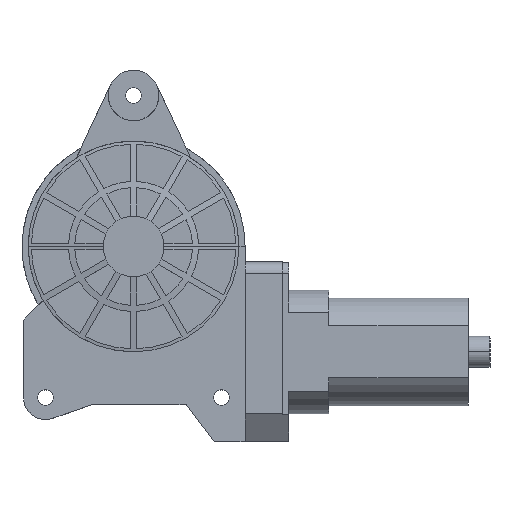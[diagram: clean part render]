
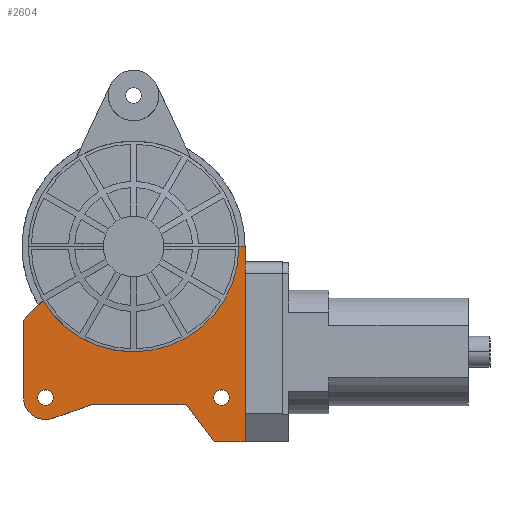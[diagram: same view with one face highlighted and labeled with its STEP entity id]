
A CAD part, top view. The second image highlights one B-rep face of the part: STEP entity #2604.
In plain terms, the highlighted planar face has unit normal (0, 0, 1).
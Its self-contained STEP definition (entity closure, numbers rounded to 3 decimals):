
#139 = VERTEX_POINT ( 'NONE', #3091 ) ;
#194 = VERTEX_POINT ( 'NONE', #3241 ) ;
#196 = EDGE_CURVE ( 'NONE', #194, #197, #3240, .T. ) ;
#197 = VERTEX_POINT ( 'NONE', #3235 ) ;
#271 = VERTEX_POINT ( 'NONE', #3440 ) ;
#273 = EDGE_CURVE ( 'NONE', #271, #274, #3439, .T. ) ;
#274 = VERTEX_POINT ( 'NONE', #3434 ) ;
#1244 = VERTEX_POINT ( 'NONE', #6400 ) ;
#1730 = VERTEX_POINT ( 'NONE', #7973 ) ;
#1773 = EDGE_CURVE ( 'NONE', #1845, #1774, #8076, .T. ) ;
#1774 = VERTEX_POINT ( 'NONE', #8128 ) ;
#1787 = EDGE_CURVE ( 'NONE', #1730, #1788, #8106, .T. ) ;
#1788 = VERTEX_POINT ( 'NONE', #8102 ) ;
#1795 = EDGE_CURVE ( 'NONE', #1244, #1796, #8133, .T. ) ;
#1796 = VERTEX_POINT ( 'NONE', #8192 ) ;
#1808 = EDGE_CURVE ( 'NONE', #1821, #1730, #8173, .T. ) ;
#1816 = EDGE_CURVE ( 'NONE', #7093, #139, #8214, .T. ) ;
#1820 = EDGE_CURVE ( 'NONE', #1837, #1821, #8239, .T. ) ;
#1821 = VERTEX_POINT ( 'NONE', #8235 ) ;
#1836 = EDGE_CURVE ( 'NONE', #1774, #1837, #8294, .T. ) ;
#1837 = VERTEX_POINT ( 'NONE', #8290 ) ;
#1844 = EDGE_CURVE ( 'NONE', #1796, #1845, #8321, .T. ) ;
#1845 = VERTEX_POINT ( 'NONE', #8317 ) ;
#1877 = EDGE_CURVE ( 'NONE', #197, #194, #8408, .T. ) ;
#1882 = VERTEX_POINT ( 'NONE', #8435 ) ;
#1884 = EDGE_CURVE ( 'NONE', #1882, #1244, #8433, .T. ) ;
#2590 = ORIENTED_EDGE ( 'NONE', *, *, #1836, .F. ) ;
#2591 = ORIENTED_EDGE ( 'NONE', *, *, #1773, .F. ) ;
#2592 = ORIENTED_EDGE ( 'NONE', *, *, #1844, .F. ) ;
#2593 = ORIENTED_EDGE ( 'NONE', *, *, #1795, .F. ) ;
#2594 = ORIENTED_EDGE ( 'NONE', *, *, #1884, .F. ) ;
#2595 = ORIENTED_EDGE ( 'NONE', *, *, #2596, .F. ) ;
#2596 = EDGE_CURVE ( 'NONE', #274, #1882, #10835, .T. ) ;
#2597 = ORIENTED_EDGE ( 'NONE', *, *, #273, .F. ) ;
#2598 = VERTEX_POINT ( 'NONE', #10831 ) ;
#2604 = ADVANCED_FACE ( 'NONE', ( #10820, #10819, #10818 ), #10861, .F. ) ;
#2605 = EDGE_LOOP ( 'NONE', ( #2606, #2607 ) ) ;
#2606 = ORIENTED_EDGE ( 'NONE', *, *, #1877, .F. ) ;
#2607 = ORIENTED_EDGE ( 'NONE', *, *, #196, .F. ) ;
#2608 = EDGE_LOOP ( 'NONE', ( #2609, #2610 ) ) ;
#2609 = ORIENTED_EDGE ( 'NONE', *, *, #1816, .F. ) ;
#2610 = ORIENTED_EDGE ( 'NONE', *, *, #7090, .F. ) ;
#2611 = EDGE_LOOP ( 'NONE', ( #2669, #2590, #2591, #2592, #2593, #2594, #2595, #2597, #2777, #2659, #2660, #2661 ) ) ;
#2624 = EDGE_CURVE ( 'NONE', #1788, #2598, #10913, .T. ) ;
#2658 = EDGE_CURVE ( 'NONE', #2598, #271, #11006, .T. ) ;
#2659 = ORIENTED_EDGE ( 'NONE', *, *, #2624, .F. ) ;
#2660 = ORIENTED_EDGE ( 'NONE', *, *, #1787, .F. ) ;
#2661 = ORIENTED_EDGE ( 'NONE', *, *, #1808, .F. ) ;
#2669 = ORIENTED_EDGE ( 'NONE', *, *, #1820, .F. ) ;
#2777 = ORIENTED_EDGE ( 'NONE', *, *, #2658, .F. ) ;
#3091 = CARTESIAN_POINT ( 'NONE',  ( -30.88, -48.726, 18.8 ) ) ;
#3235 = CARTESIAN_POINT ( 'NONE',  ( 30.88, -48.726, 18.8 ) ) ;
#3236 = DIRECTION ( 'NONE',  ( 1., 0., 0. ) ) ;
#3237 = DIRECTION ( 'NONE',  ( 0., 0., 1. ) ) ;
#3238 = CARTESIAN_POINT ( 'NONE',  ( 28.38, -48.726, 18.8 ) ) ;
#3239 = AXIS2_PLACEMENT_3D ( 'NONE', #3238, #3237, #3236 ) ;
#3240 = CIRCLE ( 'NONE', #3239, 2.5 ) ;
#3241 = CARTESIAN_POINT ( 'NONE',  ( 25.88, -48.726, 18.8 ) ) ;
#3434 = CARTESIAN_POINT ( 'NONE',  ( 34., 0., 18.8 ) ) ;
#3435 = DIRECTION ( 'NONE',  ( 0., -1., 0. ) ) ;
#3436 = DIRECTION ( 'NONE',  ( 0., 0., 1. ) ) ;
#3437 = CARTESIAN_POINT ( 'NONE',  ( 0., 0., 18.8 ) ) ;
#3438 = AXIS2_PLACEMENT_3D ( 'NONE', #3437, #3436, #3435 ) ;
#3439 = CIRCLE ( 'NONE', #3438, 34. ) ;
#3440 = CARTESIAN_POINT ( 'NONE',  ( 0., -34., 18.8 ) ) ;
#6400 = CARTESIAN_POINT ( 'NONE',  ( 36., -5., 18.8 ) ) ;
#7090 = EDGE_CURVE ( 'NONE', #139, #7093, #11246, .T. ) ;
#7093 = VERTEX_POINT ( 'NONE', #11269 ) ;
#7973 = CARTESIAN_POINT ( 'NONE',  ( -35.48, -48.726, 18.8 ) ) ;
#8075 = CARTESIAN_POINT ( 'NONE',  ( 16.926, -51.056, 18.8 ) ) ;
#8076 = LINE ( 'NONE', #8075, #8130 ) ;
#8102 = CARTESIAN_POINT ( 'NONE',  ( -35.48, -23.726, 18.8 ) ) ;
#8103 = DIRECTION ( 'NONE',  ( 0., 1., 0. ) ) ;
#8104 = VECTOR ( 'NONE', #8103, 1000. ) ;
#8105 = CARTESIAN_POINT ( 'NONE',  ( -35.48, -31.5, 18.8 ) ) ;
#8106 = LINE ( 'NONE', #8105, #8104 ) ;
#8128 = CARTESIAN_POINT ( 'NONE',  ( 16.926, -51.056, 18.8 ) ) ;
#8129 = DIRECTION ( 'NONE',  ( -0.605, 0.796, 0. ) ) ;
#8130 = VECTOR ( 'NONE', #8129, 1000. ) ;
#8131 = VECTOR ( 'NONE', #8193, 1000. ) ;
#8132 = CARTESIAN_POINT ( 'NONE',  ( 36., -31.5, 18.8 ) ) ;
#8133 = LINE ( 'NONE', #8132, #8131 ) ;
#8169 = DIRECTION ( 'NONE',  ( 1., 0., 0. ) ) ;
#8170 = DIRECTION ( 'NONE',  ( 0., 0., -1. ) ) ;
#8171 = CARTESIAN_POINT ( 'NONE',  ( -28.38, -48.726, 18.8 ) ) ;
#8172 = AXIS2_PLACEMENT_3D ( 'NONE', #8171, #8170, #8169 ) ;
#8173 = CIRCLE ( 'NONE', #8172, 7.1 ) ;
#8192 = CARTESIAN_POINT ( 'NONE',  ( 36., -63., 18.8 ) ) ;
#8193 = DIRECTION ( 'NONE',  ( 0., -1., 0. ) ) ;
#8205 = DIRECTION ( 'NONE',  ( 1., 0., 0. ) ) ;
#8206 = DIRECTION ( 'NONE',  ( 0., 0., 1. ) ) ;
#8207 = CARTESIAN_POINT ( 'NONE',  ( -28.38, -48.726, 18.8 ) ) ;
#8208 = AXIS2_PLACEMENT_3D ( 'NONE', #8207, #8206, #8205 ) ;
#8214 = CIRCLE ( 'NONE', #8208, 2.5 ) ;
#8235 = CARTESIAN_POINT ( 'NONE',  ( -26.03, -55.426, 18.8 ) ) ;
#8236 = DIRECTION ( 'NONE',  ( -0.944, -0.331, 0. ) ) ;
#8237 = VECTOR ( 'NONE', #8236, 1000. ) ;
#8238 = CARTESIAN_POINT ( 'NONE',  ( -13.574, -51.056, 18.8 ) ) ;
#8239 = LINE ( 'NONE', #8238, #8237 ) ;
#8290 = CARTESIAN_POINT ( 'NONE',  ( -13.574, -51.056, 18.8 ) ) ;
#8291 = DIRECTION ( 'NONE',  ( -1., 0., 0. ) ) ;
#8292 = VECTOR ( 'NONE', #8291, 1000. ) ;
#8293 = CARTESIAN_POINT ( 'NONE',  ( 0.26, -51.056, 18.8 ) ) ;
#8294 = LINE ( 'NONE', #8293, #8292 ) ;
#8317 = CARTESIAN_POINT ( 'NONE',  ( 26., -63., 18.8 ) ) ;
#8318 = DIRECTION ( 'NONE',  ( -1., 0., 0. ) ) ;
#8319 = VECTOR ( 'NONE', #8318, 1000. ) ;
#8320 = CARTESIAN_POINT ( 'NONE',  ( 0.26, -63., 18.8 ) ) ;
#8321 = LINE ( 'NONE', #8320, #8319 ) ;
#8404 = DIRECTION ( 'NONE',  ( 1., 0., 0. ) ) ;
#8405 = DIRECTION ( 'NONE',  ( 0., 0., 1. ) ) ;
#8406 = CARTESIAN_POINT ( 'NONE',  ( 28.38, -48.726, 18.8 ) ) ;
#8407 = AXIS2_PLACEMENT_3D ( 'NONE', #8406, #8405, #8404 ) ;
#8408 = CIRCLE ( 'NONE', #8407, 2.5 ) ;
#8430 = DIRECTION ( 'NONE',  ( 0., -1., 0. ) ) ;
#8431 = VECTOR ( 'NONE', #8430, 1000. ) ;
#8432 = CARTESIAN_POINT ( 'NONE',  ( 36., -31.5, 18.8 ) ) ;
#8433 = LINE ( 'NONE', #8432, #8431 ) ;
#8435 = CARTESIAN_POINT ( 'NONE',  ( 36., 0., 18.8 ) ) ;
#10818 = FACE_OUTER_BOUND ( 'NONE', #2611, .T. ) ;
#10819 = FACE_BOUND ( 'NONE', #2608, .T. ) ;
#10820 = FACE_BOUND ( 'NONE', #2605, .T. ) ;
#10831 = CARTESIAN_POINT ( 'NONE',  ( -29.189, -17.435, 18.8 ) ) ;
#10832 = DIRECTION ( 'NONE',  ( 1., 0., 0. ) ) ;
#10833 = VECTOR ( 'NONE', #10832, 1000. ) ;
#10834 = CARTESIAN_POINT ( 'NONE',  ( 35., 0., 18.8 ) ) ;
#10835 = LINE ( 'NONE', #10834, #10833 ) ;
#10855 = DIRECTION ( 'NONE',  ( 1., 0., 0. ) ) ;
#10856 = DIRECTION ( 'NONE',  ( 0., 0., -1. ) ) ;
#10857 = CARTESIAN_POINT ( 'NONE',  ( -35.48, 0., 18.8 ) ) ;
#10858 = AXIS2_PLACEMENT_3D ( 'NONE', #10857, #10856, #10855 ) ;
#10861 = PLANE ( 'NONE',  #10858 ) ;
#10910 = DIRECTION ( 'NONE',  ( 0.707, 0.707, 0. ) ) ;
#10911 = VECTOR ( 'NONE', #10910, 1000. ) ;
#10912 = CARTESIAN_POINT ( 'NONE',  ( -29.189, -17.435, 18.8 ) ) ;
#10913 = LINE ( 'NONE', #10912, #10911 ) ;
#10999 = CARTESIAN_POINT ( 'NONE',  ( 0., 0., 18.8 ) ) ;
#11000 = AXIS2_PLACEMENT_3D ( 'NONE', #10999, #11053, #11052 ) ;
#11006 = CIRCLE ( 'NONE', #11000, 34. ) ;
#11052 = DIRECTION ( 'NONE',  ( 0., -1., 0. ) ) ;
#11053 = DIRECTION ( 'NONE',  ( 0., 0., 1. ) ) ;
#11242 = DIRECTION ( 'NONE',  ( 1., 0., 0. ) ) ;
#11243 = DIRECTION ( 'NONE',  ( 0., 0., 1. ) ) ;
#11244 = CARTESIAN_POINT ( 'NONE',  ( -28.38, -48.726, 18.8 ) ) ;
#11245 = AXIS2_PLACEMENT_3D ( 'NONE', #11244, #11243, #11242 ) ;
#11246 = CIRCLE ( 'NONE', #11245, 2.5 ) ;
#11269 = CARTESIAN_POINT ( 'NONE',  ( -25.88, -48.726, 18.8 ) ) ;
